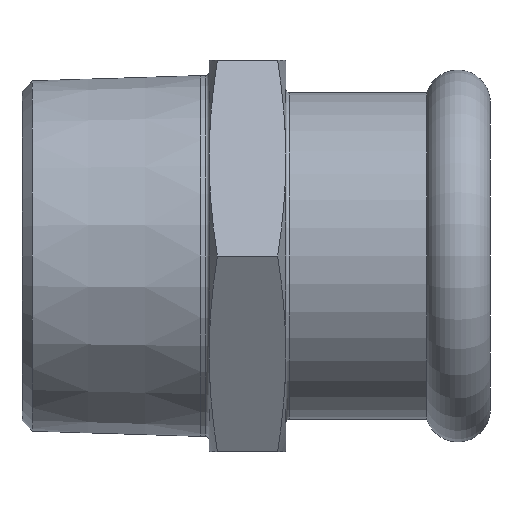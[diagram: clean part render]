
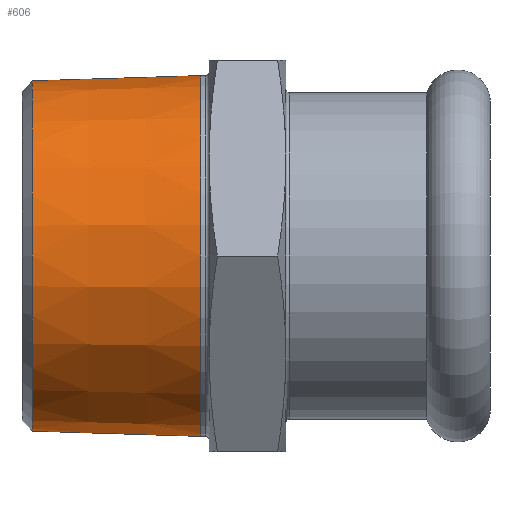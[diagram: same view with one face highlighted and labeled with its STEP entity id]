
A CAD part, left-side view. The second image highlights one B-rep face of the part: STEP entity #606.
In plain terms, the highlighted conical face has half-angle 1.78 degrees and reference radius 20.874 mm.
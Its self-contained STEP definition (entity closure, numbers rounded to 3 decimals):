
#56=CONICAL_SURFACE('',#690,20.874,0.031);
#75=LINE('',#1022,#91);
#91=VECTOR('',#829,20.874);
#117=FACE_OUTER_BOUND('',#158,.T.);
#158=EDGE_LOOP('',(#449,#450,#451,#452,#453,#454));
#212=CIRCLE('',#688,20.585);
#213=CIRCLE('',#689,20.585);
#214=CIRCLE('',#691,21.2);
#215=CIRCLE('',#692,21.2);
#265=VERTEX_POINT('',#1015);
#266=VERTEX_POINT('',#1017);
#267=VERTEX_POINT('',#1021);
#268=VERTEX_POINT('',#1023);
#333=EDGE_CURVE('',#265,#266,#212,.T.);
#334=EDGE_CURVE('',#266,#265,#213,.T.);
#335=EDGE_CURVE('',#266,#267,#75,.T.);
#336=EDGE_CURVE('',#267,#268,#214,.T.);
#337=EDGE_CURVE('',#268,#267,#215,.T.);
#449=ORIENTED_EDGE('',*,*,#333,.F.);
#450=ORIENTED_EDGE('',*,*,#334,.F.);
#451=ORIENTED_EDGE('',*,*,#335,.T.);
#452=ORIENTED_EDGE('',*,*,#336,.T.);
#453=ORIENTED_EDGE('',*,*,#337,.T.);
#454=ORIENTED_EDGE('',*,*,#335,.F.);
#606=ADVANCED_FACE('',(#117),#56,.T.);
#688=AXIS2_PLACEMENT_3D('',#1018,#823,#824);
#689=AXIS2_PLACEMENT_3D('',#1019,#825,#826);
#690=AXIS2_PLACEMENT_3D('',#1020,#827,#828);
#691=AXIS2_PLACEMENT_3D('',#1024,#830,#831);
#692=AXIS2_PLACEMENT_3D('',#1025,#832,#833);
#823=DIRECTION('center_axis',(0.,1.,0.));
#824=DIRECTION('ref_axis',(0.,0.,-1.));
#825=DIRECTION('center_axis',(0.,1.,0.));
#826=DIRECTION('ref_axis',(0.,0.,-1.));
#827=DIRECTION('center_axis',(0.,-1.,0.));
#828=DIRECTION('ref_axis',(0.,0.,1.));
#829=DIRECTION('',(0.,-1.,-0.031));
#830=DIRECTION('center_axis',(0.,1.,0.));
#831=DIRECTION('ref_axis',(0.,0.,1.));
#832=DIRECTION('center_axis',(0.,1.,0.));
#833=DIRECTION('ref_axis',(0.,0.,1.));
#1015=CARTESIAN_POINT('',(0.,53.801,20.585));
#1017=CARTESIAN_POINT('',(0.,53.801,-20.585));
#1018=CARTESIAN_POINT('Origin',(0.,53.801,
0.));
#1019=CARTESIAN_POINT('Origin',(0.,53.801,
0.));
#1020=CARTESIAN_POINT('Origin',(0.,44.5,0.));
#1021=CARTESIAN_POINT('',(0.,34.,-21.2));
#1022=CARTESIAN_POINT('',(0.,44.5,-20.874));
#1023=CARTESIAN_POINT('',(0.,34.,21.2));
#1024=CARTESIAN_POINT('Origin',(0.,34.,0.));
#1025=CARTESIAN_POINT('Origin',(0.,34.,0.));
